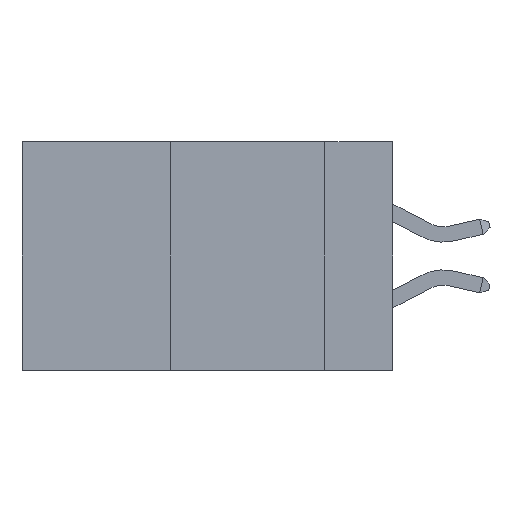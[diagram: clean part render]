
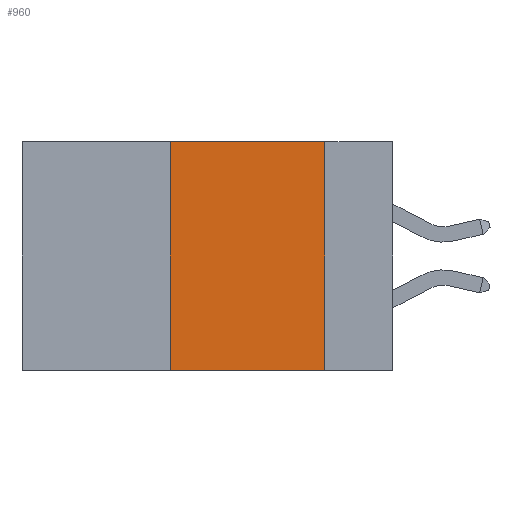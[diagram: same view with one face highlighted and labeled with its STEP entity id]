
A CAD part, left-side view. The second image highlights one B-rep face of the part: STEP entity #960.
In plain terms, the highlighted planar face has unit normal (-1, 0, 0).
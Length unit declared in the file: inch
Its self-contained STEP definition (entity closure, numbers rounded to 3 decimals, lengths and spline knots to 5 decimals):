
#14 = DIRECTION ( 'NONE',  ( 0., -1., 0. ) ) ;
#191 = PLANE ( 'NONE',  #6820 ) ;
#783 = CARTESIAN_POINT ( 'NONE',  ( 0., 0.36, -0.37 ) ) ;
#960 = ADVANCED_FACE ( 'NONE', ( #3852 ), #191, .F. ) ;
#1216 = VERTEX_POINT ( 'NONE', #9758 ) ;
#1306 = DIRECTION ( 'NONE',  ( 1., 0., 0. ) ) ;
#2159 = VECTOR ( 'NONE', #9592, 39.37008 ) ;
#2286 = VERTEX_POINT ( 'NONE', #12420 ) ;
#2672 = CARTESIAN_POINT ( 'NONE',  ( 0., 0.6, -0.37 ) ) ;
#3048 = EDGE_LOOP ( 'NONE', ( #20508, #19666, #10360, #8198 ) ) ;
#3752 = EDGE_CURVE ( 'NONE', #1216, #11597, #18809, .T. ) ;
#3786 = VECTOR ( 'NONE', #15931, 39.37008 ) ;
#3852 = FACE_OUTER_BOUND ( 'NONE', #3048, .T. ) ;
#5601 = DIRECTION ( 'NONE',  ( 0., 0., 1. ) ) ;
#5881 = CARTESIAN_POINT ( 'NONE',  ( 0., 0.6, 0. ) ) ;
#5974 = CARTESIAN_POINT ( 'NONE',  ( 0., 0.11, -0.37 ) ) ;
#6820 = AXIS2_PLACEMENT_3D ( 'NONE', #5881, #1306, #13773 ) ;
#8198 = ORIENTED_EDGE ( 'NONE', *, *, #10307, .T. ) ;
#8398 = LINE ( 'NONE', #18813, #12335 ) ;
#9592 = DIRECTION ( 'NONE',  ( 0., 0., -1. ) ) ;
#9758 = CARTESIAN_POINT ( 'NONE',  ( 0., 0.11, 0. ) ) ;
#9962 = VERTEX_POINT ( 'NONE', #783 ) ;
#10307 = EDGE_CURVE ( 'NONE', #9962, #11597, #20907, .T. ) ;
#10360 = ORIENTED_EDGE ( 'NONE', *, *, #20163, .F. ) ;
#11597 = VERTEX_POINT ( 'NONE', #5974 ) ;
#11639 = CARTESIAN_POINT ( 'NONE',  ( 0., 0.6, 0. ) ) ;
#12335 = VECTOR ( 'NONE', #5601, 39.37008 ) ;
#12420 = CARTESIAN_POINT ( 'NONE',  ( 0., 0.36, 0. ) ) ;
#13773 = DIRECTION ( 'NONE',  ( 0., 0., -1. ) ) ;
#15172 = VECTOR ( 'NONE', #14, 39.37008 ) ;
#15698 = LINE ( 'NONE', #11639, #15172 ) ;
#15931 = DIRECTION ( 'NONE',  ( 0., -1., 0. ) ) ;
#18809 = LINE ( 'NONE', #21171, #2159 ) ;
#18813 = CARTESIAN_POINT ( 'NONE',  ( 0., 0.36, 0. ) ) ;
#19666 = ORIENTED_EDGE ( 'NONE', *, *, #21109, .F. ) ;
#20163 = EDGE_CURVE ( 'NONE', #9962, #2286, #8398, .T. ) ;
#20508 = ORIENTED_EDGE ( 'NONE', *, *, #3752, .F. ) ;
#20907 = LINE ( 'NONE', #2672, #3786 ) ;
#21109 = EDGE_CURVE ( 'NONE', #2286, #1216, #15698, .T. ) ;
#21171 = CARTESIAN_POINT ( 'NONE',  ( 0., 0.11, 0. ) ) ;
